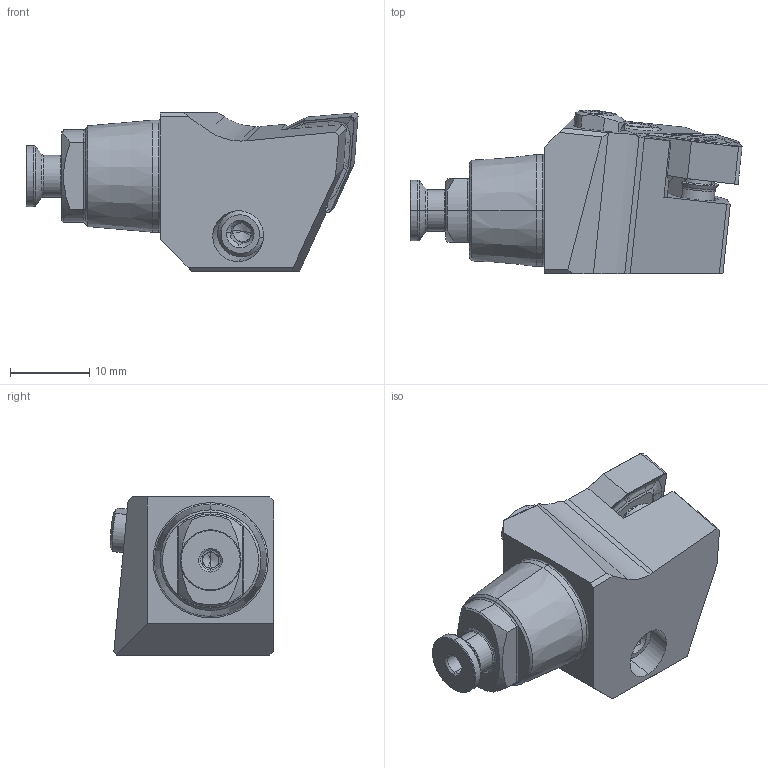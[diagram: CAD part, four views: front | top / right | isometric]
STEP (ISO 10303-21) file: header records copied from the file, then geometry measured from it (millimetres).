
FILE_DESCRIPTION (( 'STEP AP203' ), '1' );
FILE_NAME ('LW4.PWLNL.0825.06.STEP', '2024-08-26T13:36:27', ( '' ), ( '' ), 'SwSTEP 2.0', 'SolidWorks 2022', '' );
FILE_SCHEMA (( 'CONFIG_CONTROL_DESIGN' ));
Length unit declared in the file: millimetre
Products named in the file (9): LW4-PWD.LLA.025_A; LWX-ER1.007.002; LW4.PWLNL.0825.06; ISO 14581 - M2x10; WWD-ER3.001.000_A; WDE-ER4.101.017_A; WNMG060404; WDE-ER1.101.000; LW4-U00.ER1.000_B
Assembly tree (8 placements, depth 2):
  LW4.PWLNL.0825.06
    LW4-PWD.LLA.025_A
    LW4-U00.ER1.000_B
    LWX-ER1.007.002
    ISO 14581 - M2x10
    WDE-ER4.101.017_A
    WDE-ER1.101.000
    WWD-ER3.001.000_A
    WNMG060404
Bounding box: 42 x 20.7 x 20 mm (x, y, z)
Volume: 7888.4 mm3; surface area: 5282.2 mm2
Topology: 8 solids, 8 shells, 401 faces, 1007 edges, 611 vertices
Faces by surface type: plane 151, cone 98, cylinder 92, bspline 41, torus 19
Entity records: 13922 total; most frequent: CARTESIAN_POINT 3855, ORIENTED_EDGE 1982, DIRECTION 1823, EDGE_CURVE 991, AXIS2_PLACEMENT_3D 676, VERTEX_POINT 611, VECTOR 471, LINE 471
